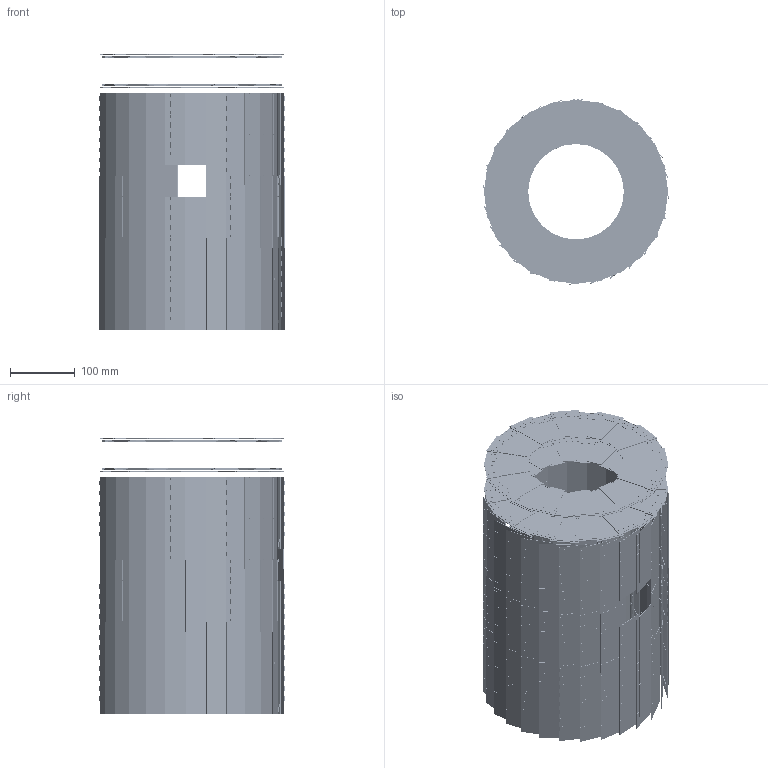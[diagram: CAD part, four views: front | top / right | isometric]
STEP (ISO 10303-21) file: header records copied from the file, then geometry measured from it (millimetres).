
FILE_DESCRIPTION((''),'2;1');
FILE_NAME('Sv-2.1.stp','2008-09-03T10:33:10',('thomas'),(''),'Autodesk Inventor 2008','Autodesk Inventor 2008','');
FILE_SCHEMA(('AUTOMOTIVE_DESIGN { 1 0 10303 214 1 1 1 1 }'));
Length unit declared in the file: millimetre
Products named in the file (45): Sv-2; Fwd; Strip_Ldk; Strip_Smod_N2_TrapL; Strip_Mod_1Sens_TrapL; Strip_Sens_TrapL; StripActive_TrapL; StripPassive_TrapL_TopBottom; StripPassive_TrapL_LeftRight; Sup_1Sens_TrapL; Sup_1Sens_TrapL_FEsuppTopBottom; Sup_1Sens_TrapL_FrameLeftRight; Sup_1Sens_TrapL_FrameTopBottom; Sup_1Sens_TrapL_FEsuppMiddleBottom; Sup_1Sens_TrapL_FEsuppMiddleTop; Pa_TrapL; Strip_Fe_Apv; Hshell; Strip_Bl3; Sv1; Strip_Smod_N6_Rect; Strip_Mod_2Sens_RectL; Strip_Sens_RectL; StripActive_RectL; StripPassive_RectL_Rside; StripPassive_RectL_Zside; Sup_2Sens_RectL; Sup_2Sens_RectL_Rside; Sup_2Sens_RectL_Zside; Pa_RectLside; Pa_RectSside; Strip_Mod_2Sens_RectM; Strip_Sens_RectS; StripActive_RectS; StripPassive_RectS_Rside; StripPassive_RectS_Zside; Sup_2Sens_RectM; Sup_2Sens_RectM_Rside; Sup_2Sens_RectM_Zside; Strip_Smod_N5_Rect ...
Assembly tree (160 placements, depth 7):
  Sv-2
    Fwd  x2
      Strip_Ldk
        Strip_Smod_N2_TrapL  x6
          Strip_Mod_1Sens_TrapL
            Strip_Sens_TrapL
              StripActive_TrapL
              StripPassive_TrapL_TopBottom
              StripPassive_TrapL_LeftRight
            Sup_1Sens_TrapL
              Sup_1Sens_TrapL_FEsuppTopBottom
              Sup_1Sens_TrapL_FrameLeftRight
              Sup_1Sens_TrapL_FrameTopBottom
              Sup_1Sens_TrapL_FEsuppMiddleBottom
              Sup_1Sens_TrapL_FEsuppMiddleTop
            Pa_TrapL  x8
            Strip_Fe_Apv  x8
    Hshell  x2
      Strip_Bl3
        Sv1  x2
        Strip_Smod_N6_Rect  x7
          Strip_Mod_2Sens_RectL
            Strip_Sens_RectL  x2
              StripActive_RectL
              StripPassive_RectL_Rside
              StripPassive_RectL_Zside
            Sup_2Sens_RectL
              Sup_2Sens_RectL_Rside
              Sup_2Sens_RectL_Zside
            Pa_RectLside  x8
            Strip_Fe_Apv  x10
            Pa_RectSside  x2
          Strip_Mod_2Sens_RectM
            Strip_Sens_RectL
              StripActive_RectL
              StripPassive_RectL_Rside
              StripPassive_RectL_Zside
            Strip_Sens_RectS
              StripActive_RectS
              StripPassive_RectS_Rside
              StripPassive_RectS_Zside
            Sup_2Sens_RectM
              Sup_2Sens_RectM_Rside
              Sup_2Sens_RectM_Zside
            Strip_Fe_Apv  x8
            Pa_RectSside  x2
            Pa_RectLside  x6
        Strip_Smod_N5_Rect  x2
          Strip_Mod_3Sens_RectL
            Strip_Sens_RectL  x3
              StripActive_RectL
              StripPassive_RectL_Rside
              StripPassive_RectL_Zside
            Sup_3Sens_RectL
              Sup_3Sens_RectL_Rside
              Sup_3Sens_RectL_Zside
            Strip_Fe_Apv  x14
            Pa_RectSside  x2
            Pa_RectLside  x12
          Strip_Mod_2Sens_RectM
Bounding box: 287.99 x 286.09 x 426.22 mm (x, y, z)
Volume: 462554.5 mm3; surface area: 2747288.6 mm2
Topology: 6062 solids, 6062 shells, 36372 faces, 72744 edges, 48496 vertices
Faces by surface type: plane 36372
Entity records: 9572 total; most frequent: DIRECTION 1538, CARTESIAN_POINT 1427, ORIENTED_EDGE 1128, VECTOR 564, LINE 564, EDGE_CURVE 564, AXIS2_PLACEMENT_3D 487, VERTEX_POINT 376
